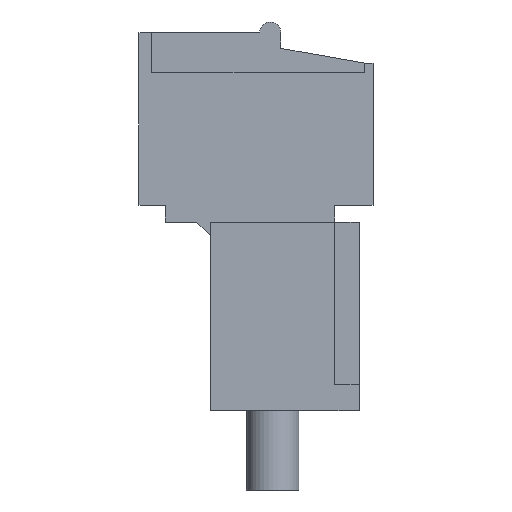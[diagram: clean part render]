
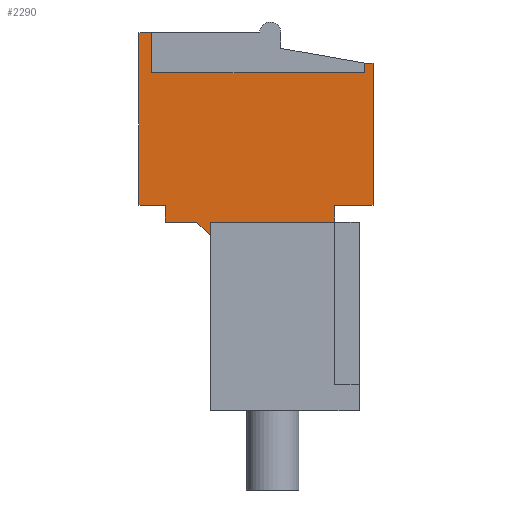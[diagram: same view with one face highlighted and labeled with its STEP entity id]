
A CAD part, left-side view. The second image highlights one B-rep face of the part: STEP entity #2290.
In plain terms, the highlighted planar face has unit normal (-1, 0, 0).
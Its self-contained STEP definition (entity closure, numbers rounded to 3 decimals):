
#34=AXIS2_PLACEMENT_3D('Plane Axis2P3D',#31,#32,#33) ;
#31=CARTESIAN_POINT('Axis2P3D Location',(4.8,4.76,10.35)) ;
#40=CARTESIAN_POINT('Vertex',(4.8,1.81,12.7)) ;
#290=CARTESIAN_POINT('Vertex',(4.8,7.71,12.7)) ;
#298=CARTESIAN_POINT('Line Origine',(4.8,4.76,12.7)) ;
#2093=CARTESIAN_POINT('Vertex',(4.8,1.81,13.5)) ;
#2096=CARTESIAN_POINT('Line Origine',(4.8,1.81,13.1)) ;
#2153=CARTESIAN_POINT('Vertex',(4.8,7.71,12.05)) ;
#2175=CARTESIAN_POINT('Line Origine',(4.8,7.71,12.375)) ;
#2191=CARTESIAN_POINT('Line Origine',(4.8,0.905,13.5)) ;
#2195=CARTESIAN_POINT('Vertex',(4.8,0.,13.5)) ;
#2198=CARTESIAN_POINT('Line Origine',(4.8,0.,16.875)) ;
#2202=CARTESIAN_POINT('Vertex',(4.8,0.,20.25)) ;
#2205=CARTESIAN_POINT('Line Origine',(4.8,0.2,20.25)) ;
#2209=CARTESIAN_POINT('Vertex',(4.8,0.4,20.25)) ;
#2212=CARTESIAN_POINT('Line Origine',(4.8,0.4,20.025)) ;
#2216=CARTESIAN_POINT('Vertex',(4.8,0.4,19.8)) ;
#2219=CARTESIAN_POINT('Line Origine',(4.8,5.45,19.8)) ;
#2223=CARTESIAN_POINT('Vertex',(4.8,10.5,19.8)) ;
#2226=CARTESIAN_POINT('Line Origine',(4.8,10.5,20.75)) ;
#2230=CARTESIAN_POINT('Vertex',(4.8,10.5,21.7)) ;
#2233=CARTESIAN_POINT('Line Origine',(4.8,10.8,21.7)) ;
#2237=CARTESIAN_POINT('Vertex',(4.8,11.1,21.7)) ;
#2240=CARTESIAN_POINT('Line Origine',(4.8,11.1,17.6)) ;
#2244=CARTESIAN_POINT('Vertex',(4.8,11.1,13.5)) ;
#2247=CARTESIAN_POINT('Line Origine',(4.8,10.475,13.5)) ;
#2251=CARTESIAN_POINT('Vertex',(4.8,9.85,13.5)) ;
#2254=CARTESIAN_POINT('Line Origine',(4.8,9.85,13.1)) ;
#2258=CARTESIAN_POINT('Vertex',(4.8,9.85,12.7)) ;
#2261=CARTESIAN_POINT('Line Origine',(4.8,9.105,12.7)) ;
#2265=CARTESIAN_POINT('Vertex',(4.8,8.36,12.7)) ;
#2268=CARTESIAN_POINT('Line Origine',(4.8,8.035,12.375)) ;
#32=DIRECTION('Axis2P3D Direction',(1.,0.,0.)) ;
#33=DIRECTION('Axis2P3D XDirection',(0.,-1.,0.)) ;
#299=DIRECTION('Vector Direction',(0.,-1.,0.)) ;
#2097=DIRECTION('Vector Direction',(0.,0.,-1.)) ;
#2176=DIRECTION('Vector Direction',(0.,0.,1.)) ;
#2192=DIRECTION('Vector Direction',(0.,1.,0.)) ;
#2199=DIRECTION('Vector Direction',(0.,0.,-1.)) ;
#2206=DIRECTION('Vector Direction',(0.,-1.,0.)) ;
#2213=DIRECTION('Vector Direction',(0.,0.,-1.)) ;
#2220=DIRECTION('Vector Direction',(0.,1.,0.)) ;
#2227=DIRECTION('Vector Direction',(0.,0.,-1.)) ;
#2234=DIRECTION('Vector Direction',(0.,1.,0.)) ;
#2241=DIRECTION('Vector Direction',(0.,0.,1.)) ;
#2248=DIRECTION('Vector Direction',(0.,1.,0.)) ;
#2255=DIRECTION('Vector Direction',(0.,0.,1.)) ;
#2262=DIRECTION('Vector Direction',(0.,-1.,0.)) ;
#2269=DIRECTION('Vector Direction',(0.,0.707,0.707)) ;
#300=VECTOR('Line Direction',#299,1.) ;
#2098=VECTOR('Line Direction',#2097,1.) ;
#2177=VECTOR('Line Direction',#2176,1.) ;
#2193=VECTOR('Line Direction',#2192,1.) ;
#2200=VECTOR('Line Direction',#2199,1.) ;
#2207=VECTOR('Line Direction',#2206,1.) ;
#2214=VECTOR('Line Direction',#2213,1.) ;
#2221=VECTOR('Line Direction',#2220,1.) ;
#2228=VECTOR('Line Direction',#2227,1.) ;
#2235=VECTOR('Line Direction',#2234,1.) ;
#2242=VECTOR('Line Direction',#2241,1.) ;
#2249=VECTOR('Line Direction',#2248,1.) ;
#2256=VECTOR('Line Direction',#2255,1.) ;
#2263=VECTOR('Line Direction',#2262,1.) ;
#2270=VECTOR('Line Direction',#2269,1.) ;
#2274=ORIENTED_EDGE('',*,*,#2179,.T.) ;
#2275=ORIENTED_EDGE('',*,*,#302,.T.) ;
#2276=ORIENTED_EDGE('',*,*,#2100,.F.) ;
#2277=ORIENTED_EDGE('',*,*,#2197,.F.) ;
#2278=ORIENTED_EDGE('',*,*,#2204,.F.) ;
#2279=ORIENTED_EDGE('',*,*,#2211,.F.) ;
#2280=ORIENTED_EDGE('',*,*,#2218,.T.) ;
#2281=ORIENTED_EDGE('',*,*,#2225,.T.) ;
#2282=ORIENTED_EDGE('',*,*,#2232,.F.) ;
#2283=ORIENTED_EDGE('',*,*,#2239,.T.) ;
#2284=ORIENTED_EDGE('',*,*,#2246,.F.) ;
#2285=ORIENTED_EDGE('',*,*,#2253,.F.) ;
#2286=ORIENTED_EDGE('',*,*,#2260,.F.) ;
#2287=ORIENTED_EDGE('',*,*,#2267,.T.) ;
#2288=ORIENTED_EDGE('',*,*,#2272,.F.) ;
#2290=ADVANCED_FACE('HOUSING',(#2289),#35,.F.) ;
#302=EDGE_CURVE('',#291,#41,#301,.T.) ;
#2100=EDGE_CURVE('',#2094,#41,#2099,.T.) ;
#2179=EDGE_CURVE('',#2154,#291,#2178,.T.) ;
#2197=EDGE_CURVE('',#2196,#2094,#2194,.T.) ;
#2204=EDGE_CURVE('',#2203,#2196,#2201,.T.) ;
#2211=EDGE_CURVE('',#2210,#2203,#2208,.T.) ;
#2218=EDGE_CURVE('',#2210,#2217,#2215,.T.) ;
#2225=EDGE_CURVE('',#2217,#2224,#2222,.T.) ;
#2232=EDGE_CURVE('',#2231,#2224,#2229,.T.) ;
#2239=EDGE_CURVE('',#2231,#2238,#2236,.T.) ;
#2246=EDGE_CURVE('',#2245,#2238,#2243,.T.) ;
#2253=EDGE_CURVE('',#2252,#2245,#2250,.T.) ;
#2260=EDGE_CURVE('',#2259,#2252,#2257,.T.) ;
#2267=EDGE_CURVE('',#2259,#2266,#2264,.T.) ;
#2272=EDGE_CURVE('',#2154,#2266,#2271,.T.) ;
#2273=EDGE_LOOP('',(#2274,#2275,#2276,#2277,#2278,#2279,#2280,#2281,#2282,#2283,#2284,#2285,#2286,#2287,#2288)) ;
#2289=FACE_OUTER_BOUND('',#2273,.T.) ;
#301=LINE('Line',#298,#300) ;
#2099=LINE('Line',#2096,#2098) ;
#2178=LINE('Line',#2175,#2177) ;
#2194=LINE('Line',#2191,#2193) ;
#2201=LINE('Line',#2198,#2200) ;
#2208=LINE('Line',#2205,#2207) ;
#2215=LINE('Line',#2212,#2214) ;
#2222=LINE('Line',#2219,#2221) ;
#2229=LINE('Line',#2226,#2228) ;
#2236=LINE('Line',#2233,#2235) ;
#2243=LINE('Line',#2240,#2242) ;
#2250=LINE('Line',#2247,#2249) ;
#2257=LINE('Line',#2254,#2256) ;
#2264=LINE('Line',#2261,#2263) ;
#2271=LINE('Line',#2268,#2270) ;
#35=PLANE('',#34) ;
#41=VERTEX_POINT('',#40) ;
#291=VERTEX_POINT('',#290) ;
#2094=VERTEX_POINT('',#2093) ;
#2154=VERTEX_POINT('',#2153) ;
#2196=VERTEX_POINT('',#2195) ;
#2203=VERTEX_POINT('',#2202) ;
#2210=VERTEX_POINT('',#2209) ;
#2217=VERTEX_POINT('',#2216) ;
#2224=VERTEX_POINT('',#2223) ;
#2231=VERTEX_POINT('',#2230) ;
#2238=VERTEX_POINT('',#2237) ;
#2245=VERTEX_POINT('',#2244) ;
#2252=VERTEX_POINT('',#2251) ;
#2259=VERTEX_POINT('',#2258) ;
#2266=VERTEX_POINT('',#2265) ;
